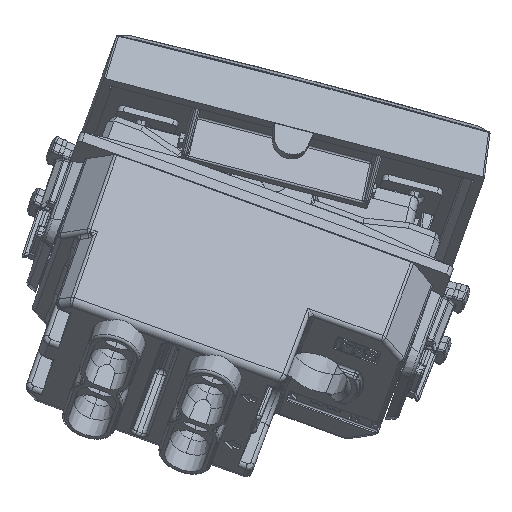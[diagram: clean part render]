
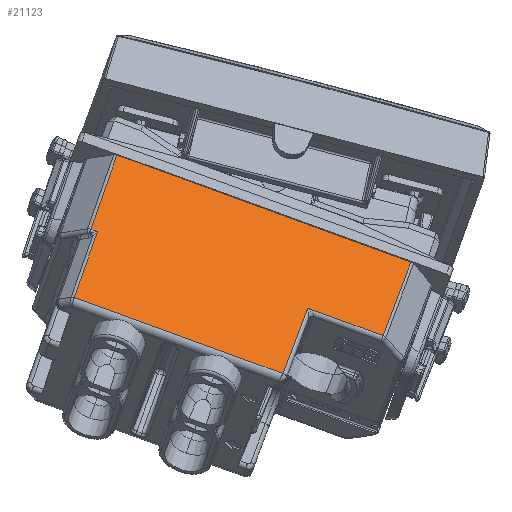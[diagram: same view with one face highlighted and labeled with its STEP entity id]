
A CAD part, left-side view. The second image highlights one B-rep face of the part: STEP entity #21123.
In plain terms, the highlighted face is planar.
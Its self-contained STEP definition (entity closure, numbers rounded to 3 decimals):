
#9741=CARTESIAN_POINT('Vertex',(-11.175,17.693,18.1)) ;
#9744=CARTESIAN_POINT('Line Origine',(-11.175,0.,18.1)) ;
#9748=CARTESIAN_POINT('Vertex',(-11.175,-17.693,18.1)) ;
#16591=CARTESIAN_POINT('Vertex',(-11.,-8.422,-1.907)) ;
#16650=CARTESIAN_POINT('Vertex',(-11.,16.715,-1.907)) ;
#16910=CARTESIAN_POINT('Line Origine',(-11.,0.,-1.907)) ;
#20664=CARTESIAN_POINT('Line Origine',(-11.084,-17.602,7.701)) ;
#20668=CARTESIAN_POINT('Vertex',(-11.082,-17.6,7.496)) ;
#20966=CARTESIAN_POINT('Line Origine',(-11.084,17.602,7.7)) ;
#20970=CARTESIAN_POINT('Vertex',(-11.082,17.6,7.496)) ;
#21086=CARTESIAN_POINT('Axis2P3D Location',(-11.175,0.,18.1)) ;
#21092=CARTESIAN_POINT('Control Point',(-11.,-8.422,-1.907)) ;
#21093=CARTESIAN_POINT('Control Point',(-11.082,-8.504,7.496)) ;
#21094=CARTESIAN_POINT('Vertex',(-11.082,-8.504,7.496)) ;
#21097=CARTESIAN_POINT('Line Origine',(-11.082,0.,7.496)) ;
#21102=CARTESIAN_POINT('Line Origine',(-11.082,0.,7.496)) ;
#21106=CARTESIAN_POINT('Vertex',(-11.082,16.797,7.496)) ;
#21110=CARTESIAN_POINT('Control Point',(-11.,16.715,-1.907)) ;
#21111=CARTESIAN_POINT('Control Point',(-11.082,16.797,7.496)) ;
#9745=DIRECTION('Vector Direction',(0.,-1.,0.)) ;
#16911=DIRECTION('Vector Direction',(0.,-1.,0.)) ;
#20665=DIRECTION('Vector Direction',(-0.009,-0.009,1.)) ;
#20967=DIRECTION('Vector Direction',(0.009,-0.009,-1.)) ;
#21087=DIRECTION('Axis2P3D Direction',(-1.,-0.,-0.009)) ;
#21088=DIRECTION('Axis2P3D XDirection',(0.,-1.,0.)) ;
#21098=DIRECTION('Vector Direction',(0.,-1.,0.)) ;
#21103=DIRECTION('Vector Direction',(0.,-1.,0.)) ;
#21089=AXIS2_PLACEMENT_3D('Plane Axis2P3D',#21086,#21087,#21088) ;
#21114=ORIENTED_EDGE('',*,*,#16914,.F.) ;
#21115=ORIENTED_EDGE('',*,*,#21096,.T.) ;
#21116=ORIENTED_EDGE('',*,*,#21101,.F.) ;
#21117=ORIENTED_EDGE('',*,*,#20670,.T.) ;
#21118=ORIENTED_EDGE('',*,*,#9750,.F.) ;
#21119=ORIENTED_EDGE('',*,*,#20972,.T.) ;
#21120=ORIENTED_EDGE('',*,*,#21108,.T.) ;
#21121=ORIENTED_EDGE('',*,*,#21112,.T.) ;
#9746=VECTOR('Line Direction',#9745,1.) ;
#16912=VECTOR('Line Direction',#16911,1.) ;
#20666=VECTOR('Line Direction',#20665,1.) ;
#20968=VECTOR('Line Direction',#20967,1.) ;
#21099=VECTOR('Line Direction',#21098,1.) ;
#21104=VECTOR('Line Direction',#21103,1.) ;
#21123=ADVANCED_FACE('PartBody',(#21122),#21090,.T.) ;
#21091=B_SPLINE_CURVE_WITH_KNOTS('',1,(#21092,#21093),.UNSPECIFIED.,.F.,.U.,(2,2),(-9.608,-0.204),.UNSPECIFIED.) ;
#21109=B_SPLINE_CURVE_WITH_KNOTS('',1,(#21110,#21111),.UNSPECIFIED.,.F.,.U.,(2,2),(-9.608,-0.204),.UNSPECIFIED.) ;
#9750=EDGE_CURVE('',#9742,#9749,#9747,.T.) ;
#16914=EDGE_CURVE('',#16592,#16651,#16913,.F.) ;
#20670=EDGE_CURVE('',#20669,#9749,#20667,.T.) ;
#20972=EDGE_CURVE('',#9742,#20971,#20969,.T.) ;
#21096=EDGE_CURVE('',#16592,#21095,#21091,.T.) ;
#21101=EDGE_CURVE('',#20669,#21095,#21100,.F.) ;
#21108=EDGE_CURVE('',#20971,#21107,#21105,.T.) ;
#21112=EDGE_CURVE('',#21107,#16651,#21109,.F.) ;
#21113=EDGE_LOOP('',(#21114,#21115,#21116,#21117,#21118,#21119,#21120,#21121)) ;
#21122=FACE_OUTER_BOUND('',#21113,.T.) ;
#9747=LINE('Line',#9744,#9746) ;
#16913=LINE('Line',#16910,#16912) ;
#20667=LINE('Line',#20664,#20666) ;
#20969=LINE('Line',#20966,#20968) ;
#21100=LINE('Line',#21097,#21099) ;
#21105=LINE('Line',#21102,#21104) ;
#21090=PLANE('',#21089) ;
#9742=VERTEX_POINT('',#9741) ;
#9749=VERTEX_POINT('',#9748) ;
#16592=VERTEX_POINT('',#16591) ;
#16651=VERTEX_POINT('',#16650) ;
#20669=VERTEX_POINT('',#20668) ;
#20971=VERTEX_POINT('',#20970) ;
#21095=VERTEX_POINT('',#21094) ;
#21107=VERTEX_POINT('',#21106) ;
